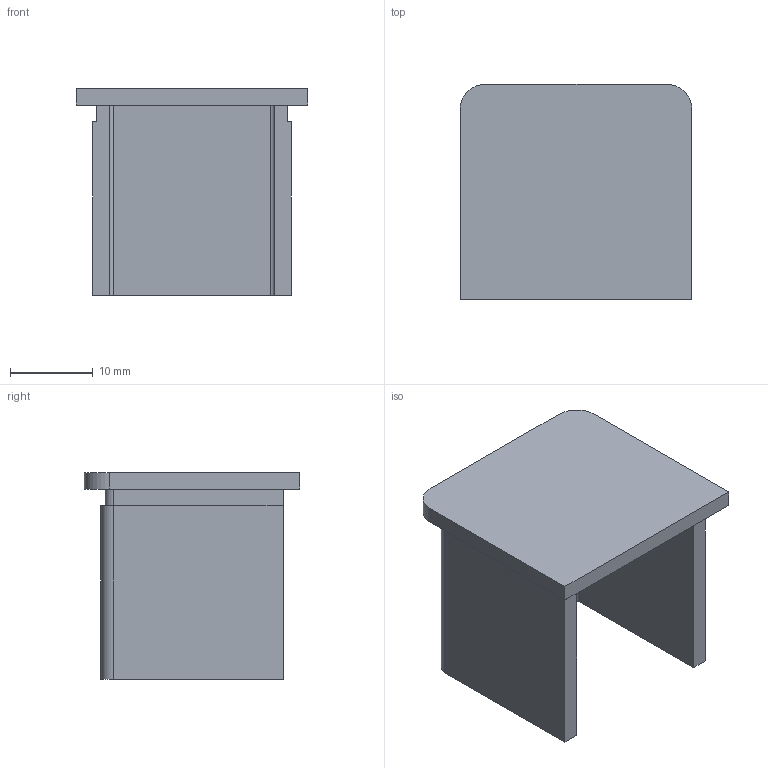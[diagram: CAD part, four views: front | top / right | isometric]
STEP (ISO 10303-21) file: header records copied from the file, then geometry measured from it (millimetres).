
FILE_DESCRIPTION (( 'STEP AP203' ), '1' );
FILE_NAME ('80530-240-EK.STEP', '2021-08-13T08:14:37', ( '' ), ( '' ), 'SwSTEP 2.0', 'SolidWorks 2018', '' );
FILE_SCHEMA (( 'CONFIG_CONTROL_DESIGN' ));
Length unit declared in the file: millimetre
Products named in the file (2): 80530-240-EK
Bounding box: 28 x 26 x 25 mm (x, y, z)
Volume: 4305.6 mm3; surface area: 4730.6 mm2
Topology: 1 solids, 1 shells, 336 faces, 901 edges, 598 vertices
Faces by surface type: plane 188, bspline 140, cylinder 8
Entity records: 17784 total; most frequent: CARTESIAN_POINT 10169, ORIENTED_EDGE 1802, DIRECTION 1033, EDGE_CURVE 901, VECTOR 605, LINE 605, VERTEX_POINT 598, EDGE_LOOP 367
